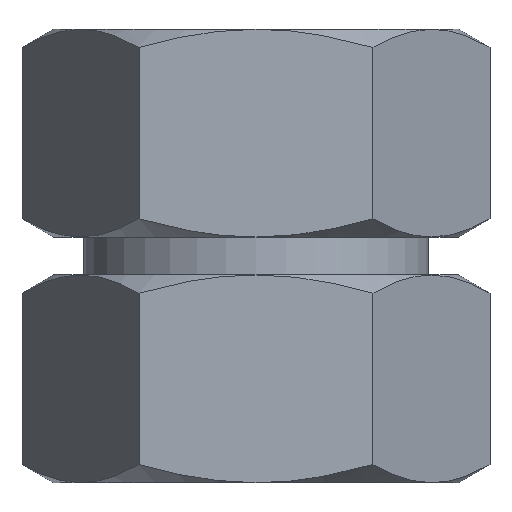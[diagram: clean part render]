
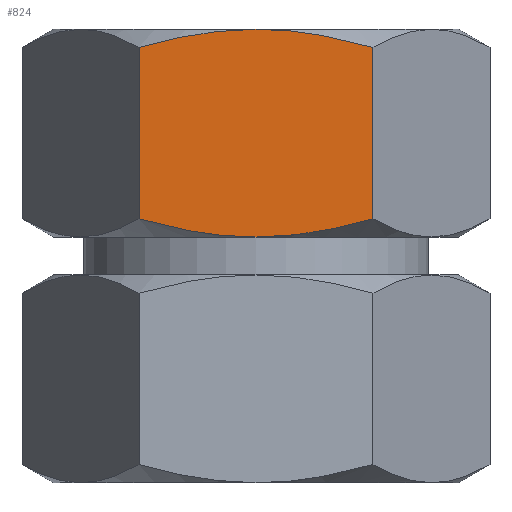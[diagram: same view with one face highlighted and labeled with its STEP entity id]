
A CAD part, left-side view. The second image highlights one B-rep face of the part: STEP entity #824.
In plain terms, the highlighted planar face has unit normal (-1, 0, 0).
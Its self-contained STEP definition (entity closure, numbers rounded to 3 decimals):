
#20=LINE('',#1589,#32);
#21=LINE('',#1590,#33);
#32=VECTOR('',#1159,1000.);
#33=VECTOR('',#1160,1000.);
#62=PLANE('',#947);
#266=ORIENTED_EDGE('',*,*,#374,.T.);
#267=ORIENTED_EDGE('',*,*,#377,.T.);
#268=ORIENTED_EDGE('',*,*,#434,.T.);
#269=ORIENTED_EDGE('',*,*,#397,.T.);
#270=ORIENTED_EDGE('',*,*,#401,.T.);
#271=ORIENTED_EDGE('',*,*,#435,.F.);
#374=EDGE_CURVE('',#470,#471,#542,.T.);
#377=EDGE_CURVE('',#471,#473,#544,.T.);
#397=EDGE_CURVE('',#486,#487,#557,.T.);
#401=EDGE_CURVE('',#487,#490,#560,.T.);
#434=EDGE_CURVE('',#473,#486,#20,.T.);
#435=EDGE_CURVE('',#470,#490,#21,.T.);
#470=VERTEX_POINT('',#1359);
#471=VERTEX_POINT('',#1360);
#473=VERTEX_POINT('',#1374);
#486=VERTEX_POINT('',#1455);
#487=VERTEX_POINT('',#1457);
#490=VERTEX_POINT('',#1481);
#542=B_SPLINE_CURVE_WITH_KNOTS('',3,(#1355,#1356,#1357,#1358),
 .UNSPECIFIED.,.F.,.F.,(4,4),(0.05,0.074),
 .UNSPECIFIED.);
#544=B_SPLINE_CURVE_WITH_KNOTS('',3,(#1370,#1371,#1372,#1373),
 .UNSPECIFIED.,.F.,.F.,(4,4),(0.074,0.097),
 .UNSPECIFIED.);
#557=B_SPLINE_CURVE_WITH_KNOTS('',3,(#1458,#1459,#1460,#1461),
 .UNSPECIFIED.,.F.,.F.,(4,4),(0.05,0.074),
 .UNSPECIFIED.);
#560=B_SPLINE_CURVE_WITH_KNOTS('',3,(#1477,#1478,#1479,#1480),
 .UNSPECIFIED.,.F.,.F.,(4,4),(0.074,0.097),
 .UNSPECIFIED.);
#642=EDGE_LOOP('',(#266,#267,#268,#269,#270,#271));
#730=FACE_BOUND('',#642,.T.);
#824=ADVANCED_FACE('',(#730),#62,.F.);
#947=AXIS2_PLACEMENT_3D('',#1588,#1157,#1158);
#1157=DIRECTION('',(1.,0.,0.));
#1158=DIRECTION('',(0.,0.,-1.));
#1159=DIRECTION('',(0.,0.,-1.));
#1160=DIRECTION('',(0.,0.,-1.));
#1355=CARTESIAN_POINT('',(-40.,-23.094,-2.073));
#1356=CARTESIAN_POINT('',(-40.,-15.57,0.099));
#1357=CARTESIAN_POINT('',(-40.,-7.909,1.5));
#1358=CARTESIAN_POINT('',(-40.,0.,1.5));
#1359=CARTESIAN_POINT('',(-40.,-23.094,-2.073));
#1360=CARTESIAN_POINT('',(-40.,0.,1.5));
#1370=CARTESIAN_POINT('',(-40.,0.,1.5));
#1371=CARTESIAN_POINT('',(-40.,7.904,1.5));
#1372=CARTESIAN_POINT('',(-40.,15.579,0.097));
#1373=CARTESIAN_POINT('',(-40.,23.094,-2.073));
#1374=CARTESIAN_POINT('',(-40.,23.094,-2.073));
#1455=CARTESIAN_POINT('',(-40.,23.094,-35.927));
#1457=CARTESIAN_POINT('',(-40.,0.,-39.5));
#1458=CARTESIAN_POINT('',(-40.,23.094,-35.927));
#1459=CARTESIAN_POINT('',(-40.,15.57,-38.099));
#1460=CARTESIAN_POINT('',(-40.,7.909,-39.5));
#1461=CARTESIAN_POINT('',(-40.,0.,-39.5));
#1477=CARTESIAN_POINT('',(-40.,0.,-39.5));
#1478=CARTESIAN_POINT('',(-40.,-7.904,-39.5));
#1479=CARTESIAN_POINT('',(-40.,-15.579,-38.097));
#1480=CARTESIAN_POINT('',(-40.,-23.094,-35.927));
#1481=CARTESIAN_POINT('',(-40.,-23.094,-35.927));
#1588=CARTESIAN_POINT('',(-40.,23.094,1.5));
#1589=CARTESIAN_POINT('',(-40.,23.094,1.5));
#1590=CARTESIAN_POINT('',(-40.,-23.094,1.5));
